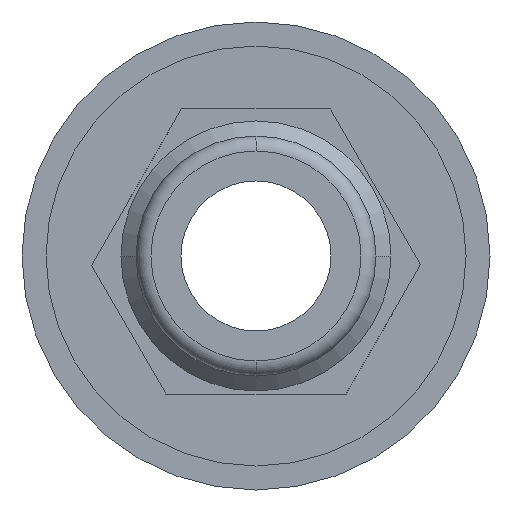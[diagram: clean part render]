
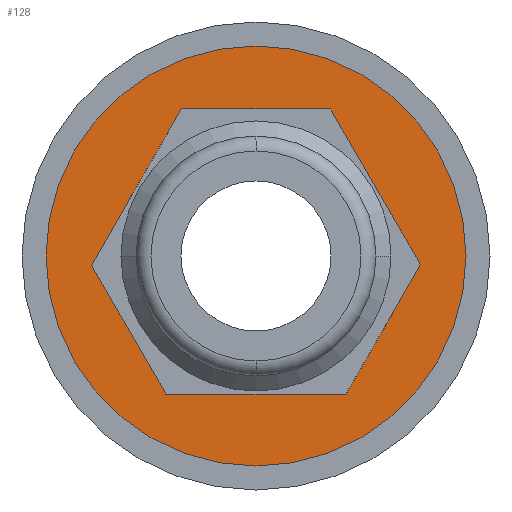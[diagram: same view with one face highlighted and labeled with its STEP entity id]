
A CAD part, front view. The second image highlights one B-rep face of the part: STEP entity #128.
In plain terms, the highlighted planar face has unit normal (0, -1, 0).
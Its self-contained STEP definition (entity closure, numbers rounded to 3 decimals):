
#128=ADVANCED_FACE('',(#272,#273),#274,.T.);
#272=FACE_OUTER_BOUND('',#433,.T.);
#273=FACE_BOUND('',#434,.T.);
#274=PLANE('',#435);
#433=EDGE_LOOP('',(#730,#731));
#434=EDGE_LOOP('',(#732,#733));
#435=AXIS2_PLACEMENT_3D('',#734,#735,#736);
#730=ORIENTED_EDGE('',*,*,#1000,.T.);
#731=ORIENTED_EDGE('',*,*,#1009,.T.);
#732=ORIENTED_EDGE('',*,*,#1010,.F.);
#733=ORIENTED_EDGE('',*,*,#1011,.F.);
#734=CARTESIAN_POINT('',(0.0,23.5,0.0));
#735=DIRECTION('',(0.0,-1.0,0.0));
#736=DIRECTION('',(-1.0,0.0,0.0));
#1000=EDGE_CURVE('',#1201,#1206,#1208,.T.);
#1009=EDGE_CURVE('',#1206,#1201,#1217,.T.);
#1010=EDGE_CURVE('',#1218,#1219,#1220,.T.);
#1011=EDGE_CURVE('',#1219,#1218,#1221,.T.);
#1201=VERTEX_POINT('',#1451);
#1206=VERTEX_POINT('',#1457);
#1208=CIRCLE('',#1460,7.0);
#1217=CIRCLE('',#1471,7.0);
#1218=VERTEX_POINT('',#1472);
#1219=VERTEX_POINT('',#1473);
#1220=CIRCLE('',#1474,4.5);
#1221=CIRCLE('',#1475,4.5);
#1451=CARTESIAN_POINT('',(7.0,23.5,0.0));
#1457=CARTESIAN_POINT('',(-7.0,23.5,0.));
#1460=AXIS2_PLACEMENT_3D('',#1688,#1689,#1690);
#1471=AXIS2_PLACEMENT_3D('',#1699,#1700,#1701);
#1472=CARTESIAN_POINT('',(-4.5,23.5,0.));
#1473=CARTESIAN_POINT('',(4.5,23.5,0.));
#1474=AXIS2_PLACEMENT_3D('',#1702,#1703,#1704);
#1475=AXIS2_PLACEMENT_3D('',#1705,#1706,#1707);
#1688=CARTESIAN_POINT('',(0.0,23.5,0.0));
#1689=DIRECTION('',(0.0,-1.0,0.0));
#1690=DIRECTION('',(1.0,0.0,0.0));
#1699=CARTESIAN_POINT('',(0.0,23.5,0.0));
#1700=DIRECTION('',(0.0,-1.0,0.0));
#1701=DIRECTION('',(1.0,0.0,0.0));
#1702=CARTESIAN_POINT('',(0.0,23.5,0.0));
#1703=DIRECTION('',(0.0,-1.0,0.0));
#1704=DIRECTION('',(1.0,0.0,0.0));
#1705=CARTESIAN_POINT('',(0.0,23.5,0.0));
#1706=DIRECTION('',(0.0,-1.0,0.0));
#1707=DIRECTION('',(1.0,0.0,0.0));
